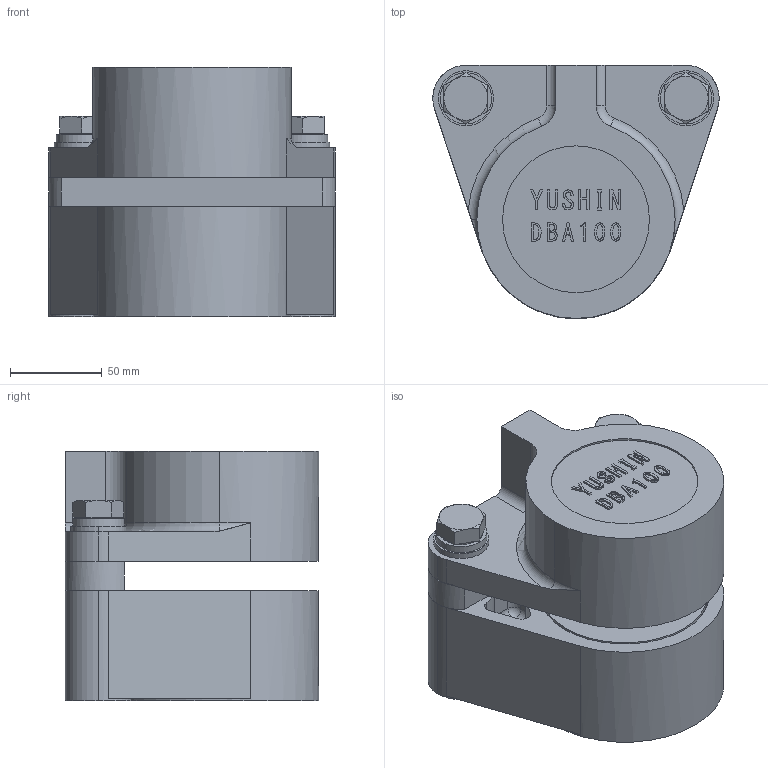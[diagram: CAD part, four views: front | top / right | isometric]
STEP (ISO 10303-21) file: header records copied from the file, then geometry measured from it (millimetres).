
FILE_DESCRIPTION (( 'STEP AP203' ), '1' );
FILE_NAME ('DBA-100(Web—p).STEP', '2024-10-29T06:02:03', ( '' ), ( '' ), 'SwSTEP 2.0', 'SolidWorks 2024', '' );
FILE_SCHEMA (( 'CONFIG_CONTROL_DESIGN' ));
Length unit declared in the file: millimetre
Products named in the file (1): DBA-100(Web用)
Bounding box: 156 x 138 x 136 mm (x, y, z)
Volume: 1611241.8 mm3; surface area: 144013.4 mm2
Topology: 1 solids, 1 shells, 459 faces, 1171 edges, 739 vertices
Faces by surface type: plane 223, bspline 87, cylinder 76, cone 48, sphere 14, torus 11
Entity records: 17228 total; most frequent: CARTESIAN_POINT 6570, ORIENTED_EDGE 2318, DIRECTION 1987, EDGE_CURVE 1159, VERTEX_POINT 737, AXIS2_PLACEMENT_3D 676, VECTOR 635, LINE 635
